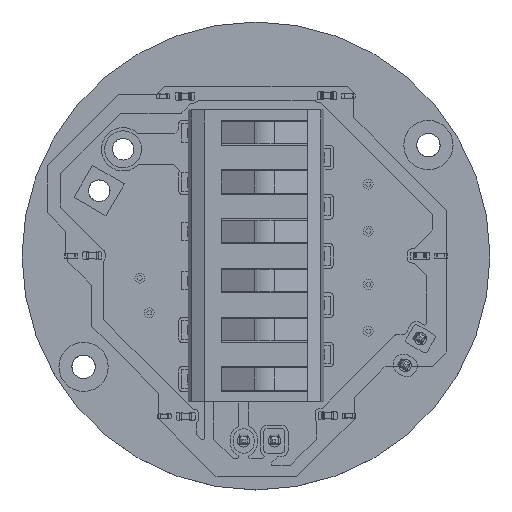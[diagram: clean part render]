
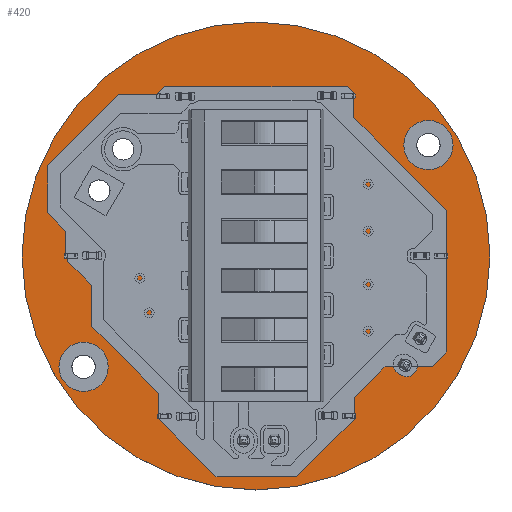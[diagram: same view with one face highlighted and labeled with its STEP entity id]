
A CAD part, top view. The second image highlights one B-rep face of the part: STEP entity #420.
In plain terms, the highlighted planar face has unit normal (0, 0, 1).
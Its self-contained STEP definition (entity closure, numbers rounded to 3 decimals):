
#62 = VERTEX_POINT('',#63);
#63 = CARTESIAN_POINT('',(19.,0.,0.));
#79 = EDGE_CURVE('',#62,#62,#80,.T.);
#80 = CIRCLE('',#81,19.);
#81 = AXIS2_PLACEMENT_3D('',#82,#83,#84);
#82 = CARTESIAN_POINT('',(0.,0.,0.));
#83 = DIRECTION('',(0.,0.,1.));
#84 = DIRECTION('',(1.,0.,0.));
#95 = VERTEX_POINT('',#96);
#96 = CARTESIAN_POINT('',(-13.05,-9.,0.));
#112 = EDGE_CURVE('',#95,#95,#113,.T.);
#113 = CIRCLE('',#114,0.95);
#114 = AXIS2_PLACEMENT_3D('',#115,#116,#117);
#115 = CARTESIAN_POINT('',(-14.,-9.,0.));
#116 = DIRECTION('',(0.,0.,1.));
#117 = DIRECTION('',(1.,0.,-0.));
#128 = VERTEX_POINT('',#129);
#129 = CARTESIAN_POINT('',(-0.504,-15.017,0.));
#145 = EDGE_CURVE('',#128,#128,#146,.T.);
#146 = CIRCLE('',#147,0.5);
#147 = AXIS2_PLACEMENT_3D('',#148,#149,#150);
#148 = CARTESIAN_POINT('',(-1.004,-15.017,0.));
#149 = DIRECTION('',(0.,0.,1.));
#150 = DIRECTION('',(1.,0.,-0.));
#161 = VERTEX_POINT('',#162);
#162 = CARTESIAN_POINT('',(1.996,-15.017,0.));
#178 = EDGE_CURVE('',#161,#161,#179,.T.);
#179 = CIRCLE('',#180,0.5);
#180 = AXIS2_PLACEMENT_3D('',#181,#182,#183);
#181 = CARTESIAN_POINT('',(1.496,-15.017,0.));
#182 = DIRECTION('',(0.,0.,1.));
#183 = DIRECTION('',(1.,0.,-0.));
#194 = VERTEX_POINT('',#195);
#195 = CARTESIAN_POINT('',(3.095,-10.55,0.));
#211 = EDGE_CURVE('',#194,#194,#212,.T.);
#212 = CIRCLE('',#213,0.685);
#213 = AXIS2_PLACEMENT_3D('',#214,#215,#216);
#214 = CARTESIAN_POINT('',(2.41,-10.55,0.));
#215 = DIRECTION('',(0.,0.,1.));
#216 = DIRECTION('',(1.,0.,-0.));
#227 = VERTEX_POINT('',#228);
#228 = CARTESIAN_POINT('',(12.613,-8.883,0.));
#244 = EDGE_CURVE('',#227,#227,#245,.T.);
#245 = CIRCLE('',#246,0.5);
#246 = AXIS2_PLACEMENT_3D('',#247,#248,#249);
#247 = CARTESIAN_POINT('',(12.113,-8.883,0.));
#248 = DIRECTION('',(0.,0.,1.));
#249 = DIRECTION('',(1.,0.,-0.));
#260 = VERTEX_POINT('',#261);
#261 = CARTESIAN_POINT('',(13.863,-6.718,0.));
#277 = EDGE_CURVE('',#260,#260,#278,.T.);
#278 = CIRCLE('',#279,0.5);
#279 = AXIS2_PLACEMENT_3D('',#280,#281,#282);
#280 = CARTESIAN_POINT('',(13.363,-6.718,0.));
#281 = DIRECTION('',(0.,0.,1.));
#282 = DIRECTION('',(1.,0.,-0.));
#293 = VERTEX_POINT('',#294);
#294 = CARTESIAN_POINT('',(-11.853,5.303,0.));
#310 = EDGE_CURVE('',#293,#293,#311,.T.);
#311 = CIRCLE('',#312,0.875);
#312 = AXIS2_PLACEMENT_3D('',#313,#314,#315);
#313 = CARTESIAN_POINT('',(-12.728,5.303,0.));
#314 = DIRECTION('',(0.,0.,1.));
#315 = DIRECTION('',(1.,0.,-0.));
#326 = VERTEX_POINT('',#327);
#327 = CARTESIAN_POINT('',(-9.913,8.664,0.));
#343 = EDGE_CURVE('',#326,#326,#344,.T.);
#344 = CIRCLE('',#345,0.875);
#345 = AXIS2_PLACEMENT_3D('',#346,#347,#348);
#346 = CARTESIAN_POINT('',(-10.788,8.664,0.));
#347 = DIRECTION('',(0.,0.,1.));
#348 = DIRECTION('',(1.,0.,-0.));
#359 = VERTEX_POINT('',#360);
#360 = CARTESIAN_POINT('',(3.095,10.55,0.));
#376 = EDGE_CURVE('',#359,#359,#377,.T.);
#377 = CIRCLE('',#378,0.685);
#378 = AXIS2_PLACEMENT_3D('',#379,#380,#381);
#379 = CARTESIAN_POINT('',(2.41,10.55,0.));
#380 = DIRECTION('',(0.,0.,1.));
#381 = DIRECTION('',(1.,0.,-0.));
#392 = VERTEX_POINT('',#393);
#393 = CARTESIAN_POINT('',(14.95,9.,0.));
#409 = EDGE_CURVE('',#392,#392,#410,.T.);
#410 = CIRCLE('',#411,0.95);
#411 = AXIS2_PLACEMENT_3D('',#412,#413,#414);
#412 = CARTESIAN_POINT('',(14.,9.,0.));
#413 = DIRECTION('',(0.,0.,1.));
#414 = DIRECTION('',(1.,0.,-0.));
#420 = ADVANCED_FACE('',(#421,#424,#427,#430,#433,#436,#439,#442,#445,
    #448,#451),#454,.T.);
#421 = FACE_BOUND('',#422,.T.);
#422 = EDGE_LOOP('',(#423));
#423 = ORIENTED_EDGE('',*,*,#79,.T.);
#424 = FACE_BOUND('',#425,.T.);
#425 = EDGE_LOOP('',(#426));
#426 = ORIENTED_EDGE('',*,*,#112,.F.);
#427 = FACE_BOUND('',#428,.T.);
#428 = EDGE_LOOP('',(#429));
#429 = ORIENTED_EDGE('',*,*,#145,.F.);
#430 = FACE_BOUND('',#431,.T.);
#431 = EDGE_LOOP('',(#432));
#432 = ORIENTED_EDGE('',*,*,#178,.F.);
#433 = FACE_BOUND('',#434,.T.);
#434 = EDGE_LOOP('',(#435));
#435 = ORIENTED_EDGE('',*,*,#211,.F.);
#436 = FACE_BOUND('',#437,.T.);
#437 = EDGE_LOOP('',(#438));
#438 = ORIENTED_EDGE('',*,*,#244,.F.);
#439 = FACE_BOUND('',#440,.T.);
#440 = EDGE_LOOP('',(#441));
#441 = ORIENTED_EDGE('',*,*,#277,.F.);
#442 = FACE_BOUND('',#443,.T.);
#443 = EDGE_LOOP('',(#444));
#444 = ORIENTED_EDGE('',*,*,#310,.F.);
#445 = FACE_BOUND('',#446,.T.);
#446 = EDGE_LOOP('',(#447));
#447 = ORIENTED_EDGE('',*,*,#343,.F.);
#448 = FACE_BOUND('',#449,.T.);
#449 = EDGE_LOOP('',(#450));
#450 = ORIENTED_EDGE('',*,*,#376,.F.);
#451 = FACE_BOUND('',#452,.T.);
#452 = EDGE_LOOP('',(#453));
#453 = ORIENTED_EDGE('',*,*,#409,.F.);
#454 = PLANE('',#455);
#455 = AXIS2_PLACEMENT_3D('',#456,#457,#458);
#456 = CARTESIAN_POINT('',(0.,0.,0.));
#457 = DIRECTION('',(0.,0.,1.));
#458 = DIRECTION('',(1.,0.,0.));
